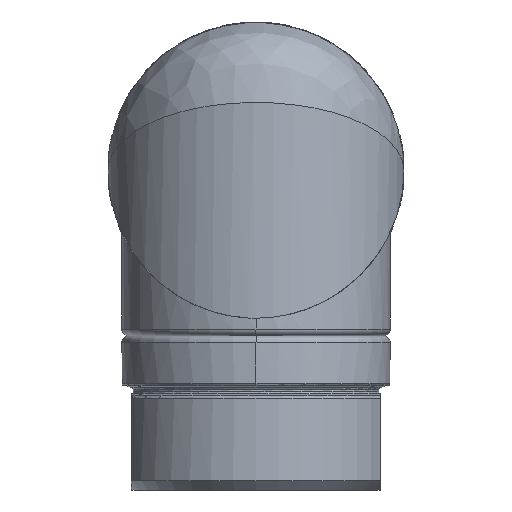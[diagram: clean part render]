
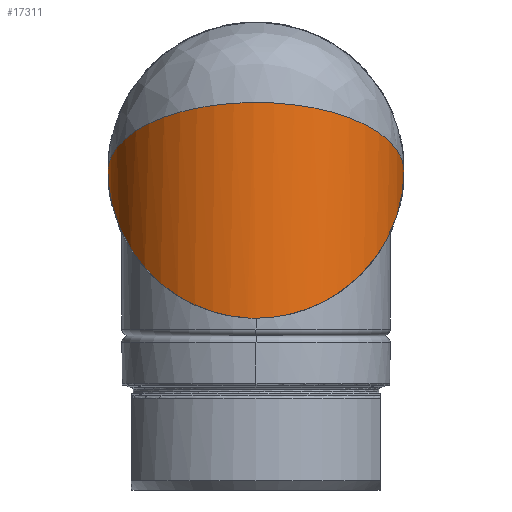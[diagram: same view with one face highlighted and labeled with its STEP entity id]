
A CAD part, front view. The second image highlights one B-rep face of the part: STEP entity #17311.
In plain terms, the highlighted cylindrical face has radius 12.95 mm (diameter 25.9 mm), a partial arc.
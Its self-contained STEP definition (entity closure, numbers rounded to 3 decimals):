
#5708=CARTESIAN_POINT('',(0.,-28.,
-12.95));
#5709=CARTESIAN_POINT('',(0.541,-28.,
-12.95));
#5710=CARTESIAN_POINT('',(1.625,-27.929,
-12.879));
#5711=CARTESIAN_POINT('',(3.17,-27.643,
-12.593));
#5712=CARTESIAN_POINT('',(4.821,-27.107,
-12.057));
#5713=CARTESIAN_POINT('',(6.24,-26.436,
-11.386));
#5714=CARTESIAN_POINT('',(7.671,-25.527,
-10.477));
#5715=CARTESIAN_POINT('',(8.943,-24.473,
-9.423));
#5716=CARTESIAN_POINT('',(10.237,-23.055,
-8.005));
#5717=CARTESIAN_POINT('',(11.279,-21.515,
-6.465));
#5718=CARTESIAN_POINT('',(12.197,-19.579,
-4.529));
#5719=CARTESIAN_POINT('',(12.786,-17.485,
-2.435));
#5720=CARTESIAN_POINT('',(12.95,-15.885,
-0.835));
#5721=CARTESIAN_POINT('',(12.95,-15.05,
0.));
#5733=CARTESIAN_POINT('',(-12.95,-15.05,
0.));
#5735=CARTESIAN_POINT('',(-0.761,-27.977,
-12.928));
#5736=CARTESIAN_POINT('',(-1.016,-27.962,
-12.913));
#5737=CARTESIAN_POINT('',(-1.529,-27.918,
-12.867));
#5738=CARTESIAN_POINT('',(-2.305,-27.801,
-12.751));
#5739=CARTESIAN_POINT('',(-3.086,-27.636,
-12.586));
#5740=CARTESIAN_POINT('',(-3.871,-27.417,
-12.367));
#5741=CARTESIAN_POINT('',(-4.654,-27.145,
-12.095));
#5742=CARTESIAN_POINT('',(-5.437,-26.814,
-11.764));
#5743=CARTESIAN_POINT('',(-6.215,-26.423,
-11.373));
#5744=CARTESIAN_POINT('',(-6.987,-25.966,
-10.916));
#5745=CARTESIAN_POINT('',(-7.748,-25.441,
-10.391));
#5746=CARTESIAN_POINT('',(-8.492,-24.843,
-9.793));
#5747=CARTESIAN_POINT('',(-9.213,-24.169,
-9.119));
#5748=CARTESIAN_POINT('',(-9.9,-23.42,
-8.37));
#5749=CARTESIAN_POINT('',(-10.545,-22.592,
-7.542));
#5750=CARTESIAN_POINT('',(-11.137,-21.688,
-6.638));
#5751=CARTESIAN_POINT('',(-11.665,-20.711,
-5.661));
#5752=CARTESIAN_POINT('',(-12.117,-19.667,
-4.617));
#5753=CARTESIAN_POINT('',(-12.482,-18.567,
-3.517));
#5754=CARTESIAN_POINT('',(-12.75,-17.42,
-2.37));
#5755=CARTESIAN_POINT('',(-12.913,-16.243,
-1.193));
#5756=CARTESIAN_POINT('',(-12.95,-15.449,
-0.399));
#5757=CARTESIAN_POINT('',(-12.95,-15.05,
0.));
#5801=CARTESIAN_POINT('',(-0.761,-27.977,
-12.928));
#5803=CARTESIAN_POINT('',(-0.761,-27.977,
-12.928));
#5804=CARTESIAN_POINT('',(-0.715,-27.979,
-12.93));
#5805=CARTESIAN_POINT('',(-0.623,-27.983,
-12.935));
#5806=CARTESIAN_POINT('',(-0.485,-27.99,
-12.941));
#5807=CARTESIAN_POINT('',(-0.393,-27.994,
-12.944));
#5808=CARTESIAN_POINT('',(-0.347,-27.995,
-12.945));
#5810=CARTESIAN_POINT('',(-0.347,-27.995,
-12.945));
#5811=CARTESIAN_POINT('',(-0.314,-27.996,
-12.946));
#5812=CARTESIAN_POINT('',(-0.248,-27.997,
-12.948));
#5813=CARTESIAN_POINT('',(-0.148,-27.999,
-12.949));
#5814=CARTESIAN_POINT('',(-0.082,-28.,
-12.95));
#5815=CARTESIAN_POINT('',(-0.048,-28.,
-12.95));
#5817=CARTESIAN_POINT('',(0.,-16.25,-12.95));
#5818=DIRECTION('',(0.,0.,1.));
#5819=DIRECTION('',(-0.004,-1.,0.));
#5820=AXIS2_PLACEMENT_3D('',#5817,#5818,#5819);
#7890=CARTESIAN_POINT('',(12.95,-15.05,
0.));
#7891=CARTESIAN_POINT('',(12.95,-15.769,
0.332));
#7892=CARTESIAN_POINT('',(12.83,-17.203,
0.988));
#7893=CARTESIAN_POINT('',(12.299,-19.291,1.949));
#7894=CARTESIAN_POINT('',(11.431,-21.253,2.85));
#7895=CARTESIAN_POINT('',(10.3,-23.,3.653));
#7896=CARTESIAN_POINT('',(8.758,-24.676,4.423));
#7897=CARTESIAN_POINT('',(7.08,-25.958,5.012));
#7898=CARTESIAN_POINT('',(5.289,-26.925,5.456));
#7899=CARTESIAN_POINT('',(3.465,-27.581,5.758));
#7900=CARTESIAN_POINT('',(1.442,-27.973,5.937));
#7901=CARTESIAN_POINT('',(-0.52,-28.038,
5.967));
#7902=CARTESIAN_POINT('',(-2.468,-27.813,
5.864));
#7903=CARTESIAN_POINT('',(-4.322,-27.304,
5.63));
#7904=CARTESIAN_POINT('',(-5.984,-26.583,
5.299));
#7905=CARTESIAN_POINT('',(-7.597,-25.596,
4.846));
#7906=CARTESIAN_POINT('',(-9.102,-24.336,
4.267));
#7907=CARTESIAN_POINT('',(-10.452,-22.783,
3.553));
#7908=CARTESIAN_POINT('',(-11.495,-21.121,
2.789));
#7909=CARTESIAN_POINT('',(-12.304,-19.263,
1.936));
#7910=CARTESIAN_POINT('',(-12.825,-17.229,
1.));
#7911=CARTESIAN_POINT('',(-12.95,-15.785,
0.339));
#7912=CARTESIAN_POINT('',(-12.95,-15.05,
0.));
#9333=VERTEX_POINT('',#5801);
#9334=VERTEX_POINT('',#5808);
#9335=VERTEX_POINT('',#5815);
#9336=CARTESIAN_POINT('',(0.,-28.,
-12.95));
#9337=VERTEX_POINT('',#9336);
#9344=VERTEX_POINT('',#5721);
#9345=VERTEX_POINT('',#5733);
#17294=CARTESIAN_POINT('',(0.,-15.05,-15.5));
#17295=DIRECTION('',(0.,0.,1.));
#17296=DIRECTION('',(0.,-1.,0.));
#17297=AXIS2_PLACEMENT_3D('',#17294,#17295,#17296);
#17298=CYLINDRICAL_SURFACE('',#17297,12.95);
#17300=ORIENTED_EDGE('',*,*,#17299,.F.);
#17302=ORIENTED_EDGE('',*,*,#17301,.F.);
#17304=ORIENTED_EDGE('',*,*,#17303,.F.);
#17305=ORIENTED_EDGE('',*,*,#17287,.T.);
#17307=ORIENTED_EDGE('',*,*,#17306,.F.);
#17308=ORIENTED_EDGE('',*,*,#17283,.F.);
#17309=EDGE_LOOP('',(#17300,#17302,#17304,#17305,#17307,#17308));
#17310=FACE_OUTER_BOUND('',#17309,.F.);
#5722=B_SPLINE_CURVE_WITH_KNOTS('',3,(#5708,#5709,#5710,#5711,#5712,#5713,#5714,
#5715,#5716,#5717,#5718,#5719,#5720,#5721),.UNSPECIFIED.,.F.,.F.,(4,1,1,1,1,1,1,
1,1,1,1,4),(0.,0.091,0.182,0.273,
0.364,0.455,0.545,0.636,
0.727,0.818,0.909,1.),.UNSPECIFIED.);
#5758=B_SPLINE_CURVE_WITH_KNOTS('',3,(#5735,#5736,#5737,#5738,#5739,#5740,#5741,
#5742,#5743,#5744,#5745,#5746,#5747,#5748,#5749,#5750,#5751,#5752,#5753,#5754,
#5755,#5756,#5757),.UNSPECIFIED.,.F.,.F.,(4,1,1,1,1,1,1,1,1,1,1,1,1,1,1,1,1,1,1,
1,4),(0.,0.05,0.1,0.15,0.2,0.25,0.3,0.35,0.4,0.45,0.5,
0.55,0.6,0.65,0.7,0.75,0.8,0.85,0.9,0.95,1.),.UNSPECIFIED.);
#5809=B_SPLINE_CURVE_WITH_KNOTS('',3,(#5803,#5804,#5805,#5806,#5807,#5808),
.UNSPECIFIED.,.F.,.F.,(4,1,1,4),(0.,0.333,0.667,1.),
.UNSPECIFIED.);
#5816=B_SPLINE_CURVE_WITH_KNOTS('',3,(#5810,#5811,#5812,#5813,#5814,#5815),
.UNSPECIFIED.,.F.,.F.,(4,1,1,4),(0.,0.333,0.667,1.),
.UNSPECIFIED.);
#5821=CIRCLE('',#5820,11.75);
#7913=B_SPLINE_CURVE_WITH_KNOTS('',3,(#7890,#7891,#7892,#7893,#7894,#7895,#7896,
#7897,#7898,#7899,#7900,#7901,#7902,#7903,#7904,#7905,#7906,#7907,#7908,#7909,
#7910,#7911,#7912),.UNSPECIFIED.,.F.,.F.,(4,1,1,1,1,1,1,1,1,1,1,1,1,1,1,1,1,1,1,
1,4),(0.,0.05,0.1,0.15,0.2,0.25,0.3,0.35,0.4,0.45,0.5,
0.55,0.6,0.65,0.7,0.75,0.8,0.85,0.9,0.95,1.),.UNSPECIFIED.);
#17283=EDGE_CURVE('',#9337,#9344,#5722,.T.);
#17287=EDGE_CURVE('',#9333,#9345,#5758,.T.);
#17299=EDGE_CURVE('',#9335,#9337,#5821,.T.);
#17301=EDGE_CURVE('',#9334,#9335,#5816,.T.);
#17303=EDGE_CURVE('',#9333,#9334,#5809,.T.);
#17306=EDGE_CURVE('',#9344,#9345,#7913,.T.);
#17311=ADVANCED_FACE('',(#17310),#17298,.T.);
